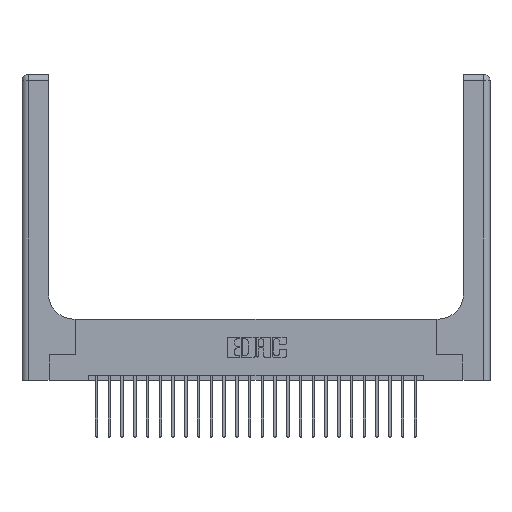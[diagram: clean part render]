
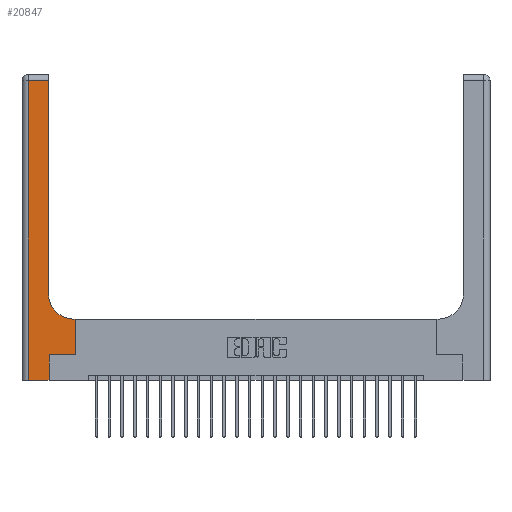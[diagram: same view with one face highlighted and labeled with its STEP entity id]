
A CAD part, top view. The second image highlights one B-rep face of the part: STEP entity #20847.
In plain terms, the highlighted planar face has unit normal (0, 0, 1).
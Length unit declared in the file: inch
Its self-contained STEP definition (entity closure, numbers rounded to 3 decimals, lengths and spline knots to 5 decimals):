
#40 = EDGE_LOOP ( 'NONE', ( #24079, #8557, #19307, #24323, #16615, #22865, #1687, #6719, #21984 ) ) ;
#283 = VECTOR ( 'NONE', #9618, 39.37008 ) ;
#442 = DIRECTION ( 'NONE',  ( -1., 0., 0. ) ) ;
#1008 = VECTOR ( 'NONE', #13122, 39.37008 ) ;
#1398 = DIRECTION ( 'NONE',  ( 0., 0., -1. ) ) ;
#1410 = CARTESIAN_POINT ( 'NONE',  ( 0.26, 0.85, 0.37 ) ) ;
#1518 = CARTESIAN_POINT ( 'NONE',  ( 0.51, 0.6, 0.37 ) ) ;
#1587 = CARTESIAN_POINT ( 'NONE',  ( 0., 2.94, 0.37 ) ) ;
#1687 = ORIENTED_EDGE ( 'NONE', *, *, #7008, .T. ) ;
#2022 = DIRECTION ( 'NONE',  ( 0., 1., 0. ) ) ;
#2917 = EDGE_CURVE ( 'NONE', #23097, #7360, #13320, .T. ) ;
#3147 = LINE ( 'NONE', #18575, #8786 ) ;
#4197 = PLANE ( 'NONE',  #8590 ) ;
#5116 = CARTESIAN_POINT ( 'NONE',  ( 0.06, 3., 0.37 ) ) ;
#5446 = CARTESIAN_POINT ( 'NONE',  ( 0.26, 0.6, 0.37 ) ) ;
#5768 = CARTESIAN_POINT ( 'NONE',  ( 0.265, 0., 0.37 ) ) ;
#6177 = VERTEX_POINT ( 'NONE', #10154 ) ;
#6719 = ORIENTED_EDGE ( 'NONE', *, *, #23454, .T. ) ;
#6901 = DIRECTION ( 'NONE',  ( 1., 0., 0. ) ) ;
#6916 = DIRECTION ( 'NONE',  ( 1., 0., 0. ) ) ;
#7008 = EDGE_CURVE ( 'NONE', #11004, #6177, #8972, .T. ) ;
#7360 = VERTEX_POINT ( 'NONE', #12275 ) ;
#8557 = ORIENTED_EDGE ( 'NONE', *, *, #21745, .T. ) ;
#8590 = AXIS2_PLACEMENT_3D ( 'NONE', #17620, #11861, #442 ) ;
#8776 = EDGE_CURVE ( 'NONE', #10844, #13364, #11492, .T. ) ;
#8786 = VECTOR ( 'NONE', #6901, 39.37008 ) ;
#8869 = LINE ( 'NONE', #1587, #13404 ) ;
#8972 = LINE ( 'NONE', #9225, #22406 ) ;
#9225 = CARTESIAN_POINT ( 'NONE',  ( 0.528, 0.25, 0.37 ) ) ;
#9618 = DIRECTION ( 'NONE',  ( 0., 1., 0. ) ) ;
#10154 = CARTESIAN_POINT ( 'NONE',  ( 0.528, 0.6, 0.37 ) ) ;
#10844 = VERTEX_POINT ( 'NONE', #1410 ) ;
#11004 = VERTEX_POINT ( 'NONE', #13594 ) ;
#11492 = LINE ( 'NONE', #19153, #283 ) ;
#11861 = DIRECTION ( 'NONE',  ( 0., 0., -1. ) ) ;
#12275 = CARTESIAN_POINT ( 'NONE',  ( 0.265, 0.25, 0.37 ) ) ;
#12404 = EDGE_CURVE ( 'NONE', #7360, #11004, #3147, .T. ) ;
#12765 = DIRECTION ( 'NONE',  ( -1., 0., 0. ) ) ;
#12872 = VECTOR ( 'NONE', #20526, 39.37008 ) ;
#12905 = CARTESIAN_POINT ( 'NONE',  ( 0.06, 2.94, 0.37 ) ) ;
#13122 = DIRECTION ( 'NONE',  ( -1., 0., 0. ) ) ;
#13320 = LINE ( 'NONE', #5768, #17590 ) ;
#13364 = VERTEX_POINT ( 'NONE', #14768 ) ;
#13404 = VECTOR ( 'NONE', #12765, 39.37008 ) ;
#13580 = VERTEX_POINT ( 'NONE', #1518 ) ;
#13594 = CARTESIAN_POINT ( 'NONE',  ( 0.528, 0.25, 0.37 ) ) ;
#14449 = EDGE_CURVE ( 'NONE', #16976, #23097, #16401, .T. ) ;
#14768 = CARTESIAN_POINT ( 'NONE',  ( 0.26, 2.94, 0.37 ) ) ;
#16401 = LINE ( 'NONE', #22276, #20822 ) ;
#16615 = ORIENTED_EDGE ( 'NONE', *, *, #2917, .T. ) ;
#16752 = DIRECTION ( 'NONE',  ( 0., 1., 0. ) ) ;
#16976 = VERTEX_POINT ( 'NONE', #24064 ) ;
#16990 = EDGE_CURVE ( 'NONE', #20008, #16976, #24183, .T. ) ;
#17101 = CARTESIAN_POINT ( 'NONE',  ( 0.265, 0., 0.37 ) ) ;
#17586 = LINE ( 'NONE', #5446, #1008 ) ;
#17590 = VECTOR ( 'NONE', #2022, 39.37008 ) ;
#17620 = CARTESIAN_POINT ( 'NONE',  ( 0., 3., 0.37 ) ) ;
#18575 = CARTESIAN_POINT ( 'NONE',  ( 0.265, 0.25, 0.37 ) ) ;
#19153 = CARTESIAN_POINT ( 'NONE',  ( 0.26, 3., 0.37 ) ) ;
#19307 = ORIENTED_EDGE ( 'NONE', *, *, #16990, .T. ) ;
#20008 = VERTEX_POINT ( 'NONE', #12905 ) ;
#20526 = DIRECTION ( 'NONE',  ( 0., -1., 0. ) ) ;
#20822 = VECTOR ( 'NONE', #22033, 39.37008 ) ;
#20847 = ADVANCED_FACE ( 'NONE', ( #21362 ), #4197, .F. ) ;
#21362 = FACE_OUTER_BOUND ( 'NONE', #40, .T. ) ;
#21745 = EDGE_CURVE ( 'NONE', #13364, #20008, #8869, .T. ) ;
#21851 = AXIS2_PLACEMENT_3D ( 'NONE', #24233, #1398, #6916 ) ;
#21984 = ORIENTED_EDGE ( 'NONE', *, *, #22533, .T. ) ;
#22033 = DIRECTION ( 'NONE',  ( 1., 0., 0. ) ) ;
#22276 = CARTESIAN_POINT ( 'NONE',  ( 0., 0., 0.37 ) ) ;
#22406 = VECTOR ( 'NONE', #16752, 39.37008 ) ;
#22533 = EDGE_CURVE ( 'NONE', #13580, #10844, #24251, .T. ) ;
#22865 = ORIENTED_EDGE ( 'NONE', *, *, #12404, .T. ) ;
#23097 = VERTEX_POINT ( 'NONE', #17101 ) ;
#23454 = EDGE_CURVE ( 'NONE', #6177, #13580, #17586, .T. ) ;
#24064 = CARTESIAN_POINT ( 'NONE',  ( 0.06, 0., 0.37 ) ) ;
#24079 = ORIENTED_EDGE ( 'NONE', *, *, #8776, .T. ) ;
#24183 = LINE ( 'NONE', #5116, #12872 ) ;
#24233 = CARTESIAN_POINT ( 'NONE',  ( 0.51, 0.85, 0.37 ) ) ;
#24251 = CIRCLE ( 'NONE', #21851, 0.25 ) ;
#24323 = ORIENTED_EDGE ( 'NONE', *, *, #14449, .T. ) ;
